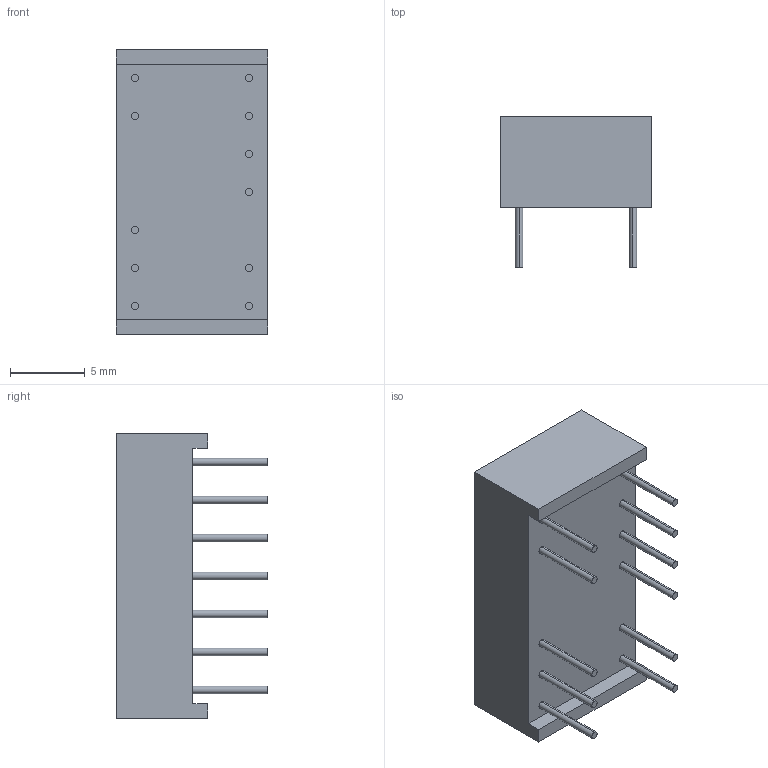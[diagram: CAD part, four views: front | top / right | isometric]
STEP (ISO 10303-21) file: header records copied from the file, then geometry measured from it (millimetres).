
FILE_DESCRIPTION (( 'STEP AP214' ), '1' );
FILE_NAME ('SA03-11.STEP', '2008-09-07T16:07:33', ( '' ), ( '' ), 'SwSTEP 2.0', 'SolidWorks 2008', '' );
FILE_SCHEMA (( 'AUTOMOTIVE_DESIGN' ));
Length unit declared in the file: millimetre
Products named in the file (1): SA03-11
Bounding box: 10.16 x 10.1 x 19.06 mm (x, y, z)
Volume: 1017.7 mm3; surface area: 819.6 mm2
Topology: 1 solids, 1 shells, 367 faces, 951 edges, 634 vertices
Faces by surface type: plane 225, bspline 116, cylinder 26
Entity records: 20653 total; most frequent: CARTESIAN_POINT 8341, ORIENTED_EDGE 1902, DIRECTION 1275, EDGE_CURVE 951, LINE 667, VECTOR 667, VERTEX_POINT 634, EDGE_LOOP 415
